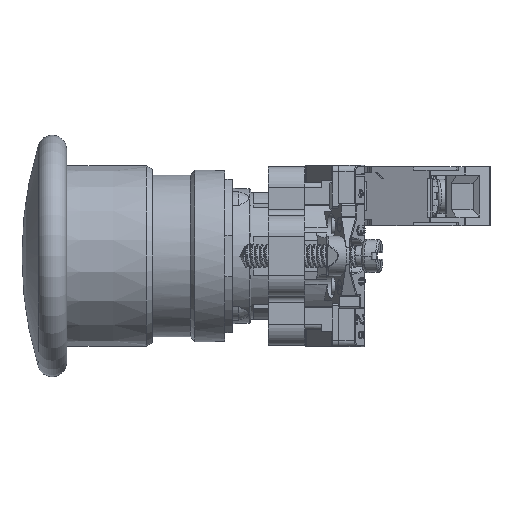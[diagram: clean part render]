
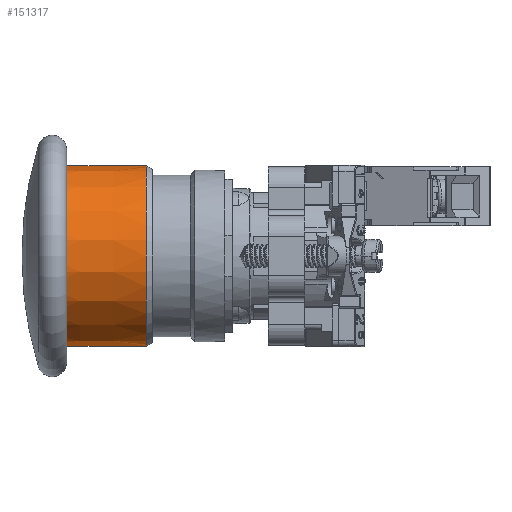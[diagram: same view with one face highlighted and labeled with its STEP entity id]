
A CAD part, left-side view. The second image highlights one B-rep face of the part: STEP entity #151317.
In plain terms, the highlighted conical face has half-angle 0.316 degrees and reference radius 14.951 mm.
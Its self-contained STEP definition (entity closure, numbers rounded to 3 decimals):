
#137305=CARTESIAN_POINT('',(0.,31.8,0.));
#137306=DIRECTION('',(0.,-1.,0.));
#137307=DIRECTION('',(-1.,0.,0.));
#137308=AXIS2_PLACEMENT_3D('',#137305,#137306,#137307);
#137310=DIRECTION('',(-0.006,-1.,
0.));
#137311=VECTOR('',#137310,16.508);
#137312=CARTESIAN_POINT('',(14.996,48.308,
0.));
#137313=LINE('',#137312,#137311);
#137314=CARTESIAN_POINT('',(0.,48.308,0.));
#137315=DIRECTION('',(0.,1.,0.));
#137316=DIRECTION('',(1.,0.,0.));
#137317=AXIS2_PLACEMENT_3D('',#137314,#137315,#137316);
#137319=DIRECTION('',(0.006,-1.,
0.));
#137320=VECTOR('',#137319,16.508);
#137321=CARTESIAN_POINT('',(-14.996,48.308,
0.));
#137322=LINE('',#137321,#137320);
#142610=CARTESIAN_POINT('',(-14.996,48.308,0.));
#142611=CARTESIAN_POINT('',(14.996,48.308,0.));
#142612=VERTEX_POINT('',#142610);
#142613=VERTEX_POINT('',#142611);
#142618=CARTESIAN_POINT('',(14.906,31.8,0.));
#142619=CARTESIAN_POINT('',(-14.906,31.8,0.));
#142620=VERTEX_POINT('',#142618);
#142621=VERTEX_POINT('',#142619);
#151303=CARTESIAN_POINT('',(0.,40.054,0.));
#151304=DIRECTION('',(0.,1.,0.));
#151305=DIRECTION('',(1.,0.,0.));
#151306=AXIS2_PLACEMENT_3D('',#151303,#151304,#151305);
#151307=CONICAL_SURFACE('',#151306,14.951,0.316);
#151308=ORIENTED_EDGE('',*,*,#151290,.T.);
#151310=ORIENTED_EDGE('',*,*,#151309,.F.);
#151312=ORIENTED_EDGE('',*,*,#151311,.T.);
#151314=ORIENTED_EDGE('',*,*,#151313,.T.);
#151315=EDGE_LOOP('',(#151308,#151310,#151312,#151314));
#151316=FACE_OUTER_BOUND('',#151315,.F.);
#137309=CIRCLE('',#137308,14.906);
#137318=CIRCLE('',#137317,14.996);
#151290=EDGE_CURVE('',#142621,#142620,#137309,.T.);
#151309=EDGE_CURVE('',#142613,#142620,#137313,.T.);
#151311=EDGE_CURVE('',#142613,#142612,#137318,.T.);
#151313=EDGE_CURVE('',#142612,#142621,#137322,.T.);
#151317=ADVANCED_FACE('',(#151316),#151307,.T.);
